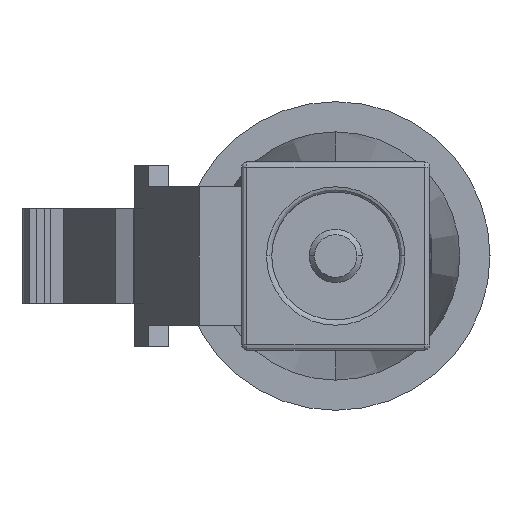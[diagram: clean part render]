
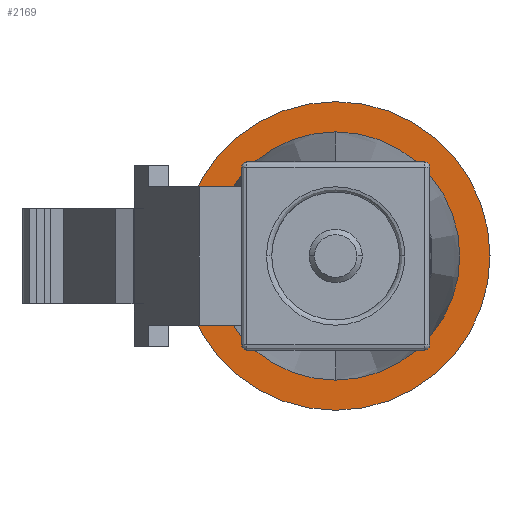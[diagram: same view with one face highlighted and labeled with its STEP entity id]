
A CAD part, left-side view. The second image highlights one B-rep face of the part: STEP entity #2169.
In plain terms, the highlighted face is planar.
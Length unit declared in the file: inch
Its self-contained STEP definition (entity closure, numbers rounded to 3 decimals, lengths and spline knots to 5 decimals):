
#12 = EDGE_CURVE ( 'NONE', #3106, #2933, #4000, .T. ) ;
#116 = EDGE_CURVE ( 'NONE', #2933, #3106, #4085, .T. ) ;
#956 = DIRECTION ( 'NONE',  ( 0., 0., 1. ) ) ;
#958 = PLANE ( 'NONE',  #4398 ) ;
#961 = CARTESIAN_POINT ( 'NONE',  ( 0., 0., 0. ) ) ;
#979 = DIRECTION ( 'NONE',  ( 0., 1., 0. ) ) ;
#1221 = CARTESIAN_POINT ( 'NONE',  ( 0.11663, 0., 0. ) ) ;
#1637 = CARTESIAN_POINT ( 'NONE',  ( 0., 0., 0.145 ) ) ;
#1671 = CARTESIAN_POINT ( 'NONE',  ( 0., 0., -0.145 ) ) ;
#1689 = CARTESIAN_POINT ( 'NONE',  ( -0.11663, 0., 0. ) ) ;
#1836 = EDGE_CURVE ( 'NONE', #3095, #3099, #2425, .T. ) ;
#1850 = EDGE_CURVE ( 'NONE', #3099, #3095, #2430, .T. ) ;
#2169 = ADVANCED_FACE ( 'NONE', ( #2672, #2676 ), #958, .F. ) ;
#2425 = CIRCLE ( 'NONE', #4869, 0.145 ) ;
#2430 = CIRCLE ( 'NONE', #4861, 0.145 ) ;
#2672 = FACE_BOUND ( 'NONE', #5719, .T. ) ;
#2676 = FACE_OUTER_BOUND ( 'NONE', #5714, .T. ) ;
#2933 = VERTEX_POINT ( 'NONE', #1221 ) ;
#3095 = VERTEX_POINT ( 'NONE', #1637 ) ;
#3099 = VERTEX_POINT ( 'NONE', #1671 ) ;
#3106 = VERTEX_POINT ( 'NONE', #1689 ) ;
#3313 = DIRECTION ( 'NONE',  ( 0., 0., 1. ) ) ;
#3474 = CARTESIAN_POINT ( 'NONE',  ( 0., 0., 0. ) ) ;
#3490 = DIRECTION ( 'NONE',  ( 0., 1., 0. ) ) ;
#3500 = DIRECTION ( 'NONE',  ( -1., 0., 0. ) ) ;
#3653 = DIRECTION ( 'NONE',  ( 0., 0., 1. ) ) ;
#3667 = DIRECTION ( 'NONE',  ( 0., 1., 0. ) ) ;
#3676 = CARTESIAN_POINT ( 'NONE',  ( 0., 0., 0. ) ) ;
#3771 = DIRECTION ( 'NONE',  ( 0., 1., 0. ) ) ;
#3784 = CARTESIAN_POINT ( 'NONE',  ( 0., 0., 0. ) ) ;
#4000 = CIRCLE ( 'NONE', #6220, 0.11663 ) ;
#4085 = CIRCLE ( 'NONE', #4889, 0.11663 ) ;
#4398 = AXIS2_PLACEMENT_3D ( 'NONE', #961, #979, #956 ) ;
#4643 = DIRECTION ( 'NONE',  ( -1., 0., 0. ) ) ;
#4651 = DIRECTION ( 'NONE',  ( 0., 1., 0. ) ) ;
#4656 = CARTESIAN_POINT ( 'NONE',  ( 0., 0., 0. ) ) ;
#4861 = AXIS2_PLACEMENT_3D ( 'NONE', #3676, #3667, #3653 ) ;
#4869 = AXIS2_PLACEMENT_3D ( 'NONE', #3784, #3771, #3313 ) ;
#4889 = AXIS2_PLACEMENT_3D ( 'NONE', #3474, #3490, #3500 ) ;
#5714 = EDGE_LOOP ( 'NONE', ( #5922, #5921 ) ) ;
#5719 = EDGE_LOOP ( 'NONE', ( #5924, #5923 ) ) ;
#5921 = ORIENTED_EDGE ( 'NONE', *, *, #1836, .F. ) ;
#5922 = ORIENTED_EDGE ( 'NONE', *, *, #1850, .F. ) ;
#5923 = ORIENTED_EDGE ( 'NONE', *, *, #116, .T. ) ;
#5924 = ORIENTED_EDGE ( 'NONE', *, *, #12, .T. ) ;
#6220 = AXIS2_PLACEMENT_3D ( 'NONE', #4656, #4651, #4643 ) ;
